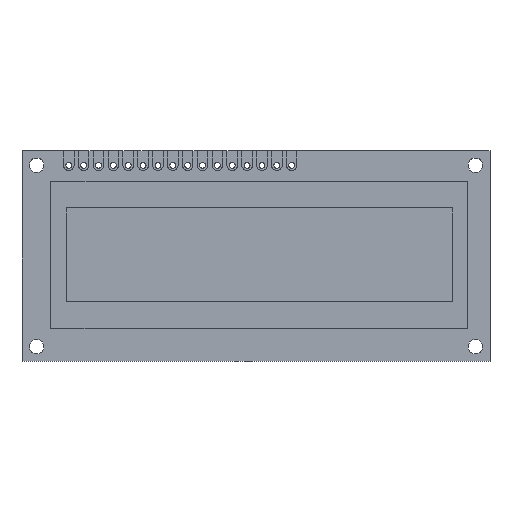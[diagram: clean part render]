
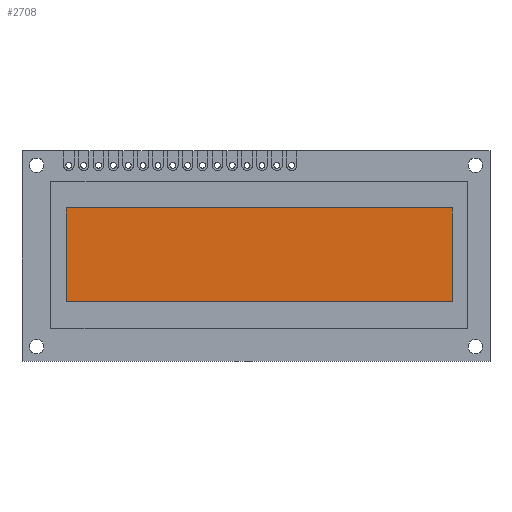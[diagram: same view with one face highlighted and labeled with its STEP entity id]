
A CAD part, top view. The second image highlights one B-rep face of the part: STEP entity #2708.
In plain terms, the highlighted planar face has unit normal (0, 0, 1).
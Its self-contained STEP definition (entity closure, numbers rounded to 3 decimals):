
#660=ORIENTED_EDGE('',*,*,#925,.T.);
#661=ORIENTED_EDGE('',*,*,#928,.T.);
#662=ORIENTED_EDGE('',*,*,#930,.T.);
#663=ORIENTED_EDGE('',*,*,#931,.T.);
#925=EDGE_CURVE('',#1121,#1120,#1313,.T.);
#928=EDGE_CURVE('',#1120,#1122,#1316,.T.);
#930=EDGE_CURVE('',#1122,#1123,#1318,.T.);
#931=EDGE_CURVE('',#1123,#1121,#1319,.T.);
#1120=VERTEX_POINT('',#3974);
#1121=VERTEX_POINT('',#3976);
#1122=VERTEX_POINT('',#3980);
#1123=VERTEX_POINT('',#3984);
#1313=LINE('',#3975,#1509);
#1316=LINE('',#3981,#1512);
#1318=LINE('',#3985,#1514);
#1319=LINE('',#3987,#1515);
#1509=VECTOR('',#3413,1000.);
#1512=VECTOR('',#3418,1000.);
#1514=VECTOR('',#3422,1000.);
#1515=VECTOR('',#3425,1000.);
#1677=EDGE_LOOP('',(#660,#661,#662,#663));
#1839=FACE_BOUND('',#1677,.T.);
#1903=PLANE('',#2885);
#2708=ADVANCED_FACE('',(#1839),#1903,.T.);
#2885=AXIS2_PLACEMENT_3D('',#3988,#3426,#3427);
#3413=DIRECTION('',(0.,1.,0.));
#3418=DIRECTION('',(-1.,0.,0.));
#3422=DIRECTION('',(0.,-1.,0.));
#3425=DIRECTION('',(1.,0.,0.));
#3426=DIRECTION('',(0.,0.,1.));
#3427=DIRECTION('',(1.,0.,0.));
#3974=CARTESIAN_POINT('',(73.55,-9.8,4.9));
#3975=CARTESIAN_POINT('',(73.55,-25.8,4.9));
#3976=CARTESIAN_POINT('',(73.55,-25.8,4.9));
#3980=CARTESIAN_POINT('',(7.55,-9.8,4.9));
#3981=CARTESIAN_POINT('',(73.55,-9.8,4.9));
#3984=CARTESIAN_POINT('',(7.55,-25.8,4.9));
#3985=CARTESIAN_POINT('',(7.55,-9.8,4.9));
#3987=CARTESIAN_POINT('',(7.55,-25.8,4.9));
#3988=CARTESIAN_POINT('',(0.,0.,4.9));
